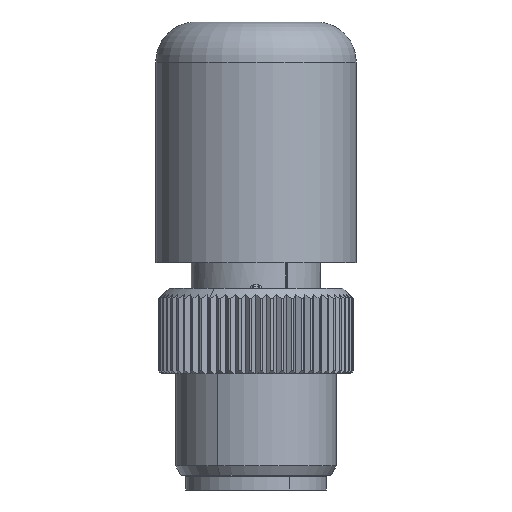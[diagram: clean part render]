
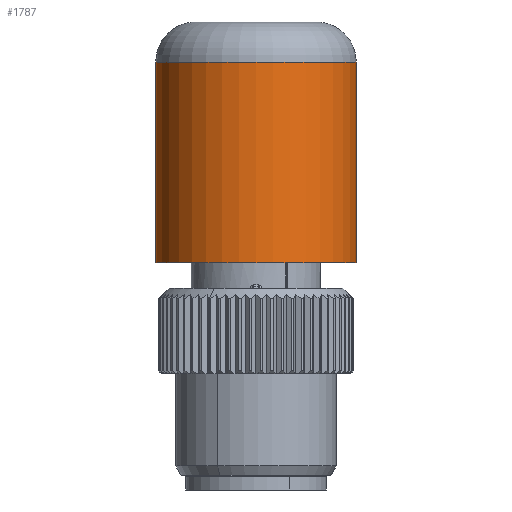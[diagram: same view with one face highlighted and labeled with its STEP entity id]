
A CAD part, front view. The second image highlights one B-rep face of the part: STEP entity #1787.
In plain terms, the highlighted cylindrical face has radius 7.5 mm (diameter 15 mm), a partial arc.
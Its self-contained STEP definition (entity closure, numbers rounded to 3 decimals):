
#1730=AXIS2_PLACEMENT_3D('Circle Axis2P3D',#1728,#1729,$) ;
#1760=AXIS2_PLACEMENT_3D('Cylinder Axis2P3D',#1757,#1758,#1759) ;
#1771=AXIS2_PLACEMENT_3D('Circle Axis2P3D',#1769,#1770,$) ;
#1665=CARTESIAN_POINT('Vertex',(0.,7.5,32.)) ;
#1686=CARTESIAN_POINT('Vertex',(15.,7.5,32.)) ;
#1728=CARTESIAN_POINT('Axis2P3D Location',(7.5,7.5,32.)) ;
#1757=CARTESIAN_POINT('Axis2P3D Location',(7.5,7.5,27.5)) ;
#1762=CARTESIAN_POINT('Line Origine',(0.,7.5,27.5)) ;
#1766=CARTESIAN_POINT('Vertex',(0.,7.5,17.)) ;
#1769=CARTESIAN_POINT('Axis2P3D Location',(7.5,7.5,17.)) ;
#1773=CARTESIAN_POINT('Vertex',(15.,7.5,17.)) ;
#1776=CARTESIAN_POINT('Line Origine',(15.,7.5,27.5)) ;
#1729=DIRECTION('Axis2P3D Direction',(0.,0.,1.)) ;
#1758=DIRECTION('Axis2P3D Direction',(0.,0.,1.)) ;
#1759=DIRECTION('Axis2P3D XDirection',(1.,0.,0.)) ;
#1763=DIRECTION('Vector Direction',(0.,0.,1.)) ;
#1770=DIRECTION('Axis2P3D Direction',(0.,0.,1.)) ;
#1777=DIRECTION('Vector Direction',(0.,0.,1.)) ;
#1764=VECTOR('Line Direction',#1763,1.) ;
#1778=VECTOR('Line Direction',#1777,1.) ;
#1782=ORIENTED_EDGE('',*,*,#1768,.F.) ;
#1783=ORIENTED_EDGE('',*,*,#1775,.T.) ;
#1784=ORIENTED_EDGE('',*,*,#1780,.T.) ;
#1785=ORIENTED_EDGE('',*,*,#1732,.F.) ;
#1787=ADVANCED_FACE('Hauptk\X2\00F6\X0\rper',(#1786),#1761,.T.) ;
#1731=CIRCLE('generated circle',#1730,7.5) ;
#1772=CIRCLE('generated circle',#1771,7.5) ;
#1761=CYLINDRICAL_SURFACE('generated cylinder',#1760,7.5) ;
#1732=EDGE_CURVE('',#1666,#1687,#1731,.T.) ;
#1768=EDGE_CURVE('',#1767,#1666,#1765,.T.) ;
#1775=EDGE_CURVE('',#1767,#1774,#1772,.T.) ;
#1780=EDGE_CURVE('',#1774,#1687,#1779,.T.) ;
#1781=EDGE_LOOP('',(#1782,#1783,#1784,#1785)) ;
#1786=FACE_OUTER_BOUND('',#1781,.T.) ;
#1765=LINE('Line',#1762,#1764) ;
#1779=LINE('Line',#1776,#1778) ;
#1666=VERTEX_POINT('',#1665) ;
#1687=VERTEX_POINT('',#1686) ;
#1767=VERTEX_POINT('',#1766) ;
#1774=VERTEX_POINT('',#1773) ;
